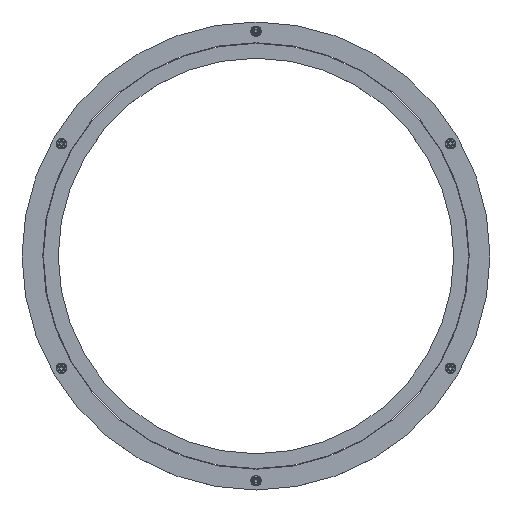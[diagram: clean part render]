
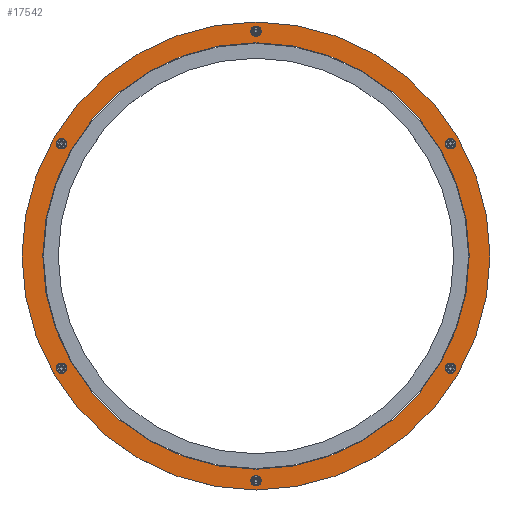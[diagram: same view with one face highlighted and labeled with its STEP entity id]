
A CAD part, top view. The second image highlights one B-rep face of the part: STEP entity #17542.
In plain terms, the highlighted planar face has unit normal (0, 0, 1).
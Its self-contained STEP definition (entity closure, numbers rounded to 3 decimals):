
#25=FACE_BOUND('',#2831,.T.);
#26=FACE_BOUND('',#2832,.T.);
#27=FACE_BOUND('',#2833,.T.);
#28=FACE_BOUND('',#2834,.T.);
#29=FACE_BOUND('',#2835,.T.);
#30=FACE_BOUND('',#2836,.T.);
#31=FACE_BOUND('',#2837,.T.);
#1890=FACE_OUTER_BOUND('',#2830,.T.);
#2830=EDGE_LOOP('',(#15731));
#2831=EDGE_LOOP('',(#15732));
#2832=EDGE_LOOP('',(#15733));
#2833=EDGE_LOOP('',(#15734));
#2834=EDGE_LOOP('',(#15735));
#2835=EDGE_LOOP('',(#15736));
#2836=EDGE_LOOP('',(#15737));
#2837=EDGE_LOOP('',(#15738));
#5542=CIRCLE('',#19296,4.5);
#5544=CIRCLE('',#19301,4.5);
#5546=CIRCLE('',#19306,4.5);
#5548=CIRCLE('',#19311,4.5);
#5550=CIRCLE('',#19316,4.5);
#5632=CIRCLE('',#19479,4.5);
#5633=CIRCLE('',#19482,200.);
#5635=CIRCLE('',#19485,182.25);
#7306=VERTEX_POINT('',#34781);
#7308=VERTEX_POINT('',#34790);
#7310=VERTEX_POINT('',#34799);
#7312=VERTEX_POINT('',#34808);
#7314=VERTEX_POINT('',#34817);
#7471=VERTEX_POINT('',#35792);
#7473=VERTEX_POINT('',#35799);
#7475=VERTEX_POINT('',#35805);
#9976=EDGE_CURVE('',#7306,#7306,#5542,.T.);
#9980=EDGE_CURVE('',#7308,#7308,#5544,.T.);
#9984=EDGE_CURVE('',#7310,#7310,#5546,.T.);
#9988=EDGE_CURVE('',#7312,#7312,#5548,.T.);
#9992=EDGE_CURVE('',#7314,#7314,#5550,.T.);
#10225=EDGE_CURVE('',#7471,#7471,#5632,.T.);
#10227=EDGE_CURVE('',#7473,#7473,#5633,.T.);
#10230=EDGE_CURVE('',#7475,#7475,#5635,.T.);
#15731=ORIENTED_EDGE('',*,*,#10227,.T.);
#15732=ORIENTED_EDGE('',*,*,#9976,.T.);
#15733=ORIENTED_EDGE('',*,*,#9980,.T.);
#15734=ORIENTED_EDGE('',*,*,#9984,.T.);
#15735=ORIENTED_EDGE('',*,*,#9988,.T.);
#15736=ORIENTED_EDGE('',*,*,#9992,.T.);
#15737=ORIENTED_EDGE('',*,*,#10225,.T.);
#15738=ORIENTED_EDGE('',*,*,#10230,.T.);
#16611=PLANE('',#19484);
#17542=ADVANCED_FACE('',(#1890,#25,#26,#27,#28,#29,#30,#31),#16611,.T.);
#19296=AXIS2_PLACEMENT_3D('',#34783,#23759,#23760);
#19301=AXIS2_PLACEMENT_3D('',#34792,#23771,#23772);
#19306=AXIS2_PLACEMENT_3D('',#34801,#23783,#23784);
#19311=AXIS2_PLACEMENT_3D('',#34810,#23795,#23796);
#19316=AXIS2_PLACEMENT_3D('',#34819,#23807,#23808);
#19479=AXIS2_PLACEMENT_3D('',#35794,#24212,#24213);
#19482=AXIS2_PLACEMENT_3D('',#35800,#24219,#24220);
#19484=AXIS2_PLACEMENT_3D('',#35804,#24224,#24225);
#19485=AXIS2_PLACEMENT_3D('',#35806,#24226,#24227);
#23759=DIRECTION('center_axis',(0.,0.,-1.));
#23760=DIRECTION('ref_axis',(-0.5,0.866,0.));
#23771=DIRECTION('center_axis',(0.,0.,-1.));
#23772=DIRECTION('ref_axis',(0.5,0.866,0.));
#23783=DIRECTION('center_axis',(0.,0.,-1.));
#23784=DIRECTION('ref_axis',(1.,0.,0.));
#23795=DIRECTION('center_axis',(0.,0.,-1.));
#23796=DIRECTION('ref_axis',(0.5,-0.866,0.));
#23807=DIRECTION('center_axis',(0.,0.,-1.));
#23808=DIRECTION('ref_axis',(-0.5,-0.866,0.));
#24212=DIRECTION('center_axis',(0.,0.,-1.));
#24213=DIRECTION('ref_axis',(-1.,0.,0.));
#24219=DIRECTION('center_axis',(0.,0.,1.));
#24220=DIRECTION('ref_axis',(-1.,0.,0.));
#24224=DIRECTION('center_axis',(0.,0.,1.));
#24225=DIRECTION('ref_axis',(1.,0.,0.));
#24226=DIRECTION('center_axis',(0.,0.,-1.));
#24227=DIRECTION('ref_axis',(-1.,0.,0.));
#34781=CARTESIAN_POINT('',(-164.027,-99.897,10.));
#34783=CARTESIAN_POINT('Origin',(-166.277,-96.,10.));
#34790=CARTESIAN_POINT('',(-168.527,92.103,10.));
#34792=CARTESIAN_POINT('Origin',(-166.277,96.,10.));
#34799=CARTESIAN_POINT('',(-4.5,192.,10.));
#34801=CARTESIAN_POINT('Origin',(0.,192.,10.));
#34808=CARTESIAN_POINT('',(164.027,99.897,10.));
#34810=CARTESIAN_POINT('Origin',(166.277,96.,10.));
#34817=CARTESIAN_POINT('',(168.527,-92.103,10.));
#34819=CARTESIAN_POINT('Origin',(166.277,-96.,10.));
#35792=CARTESIAN_POINT('',(4.5,-192.,10.));
#35794=CARTESIAN_POINT('Origin',(0.,-192.,10.));
#35799=CARTESIAN_POINT('',(200.,0.,10.));
#35800=CARTESIAN_POINT('Origin',(0.,0.,10.));
#35804=CARTESIAN_POINT('Origin',(0.,0.,
10.));
#35805=CARTESIAN_POINT('',(182.25,0.,10.));
#35806=CARTESIAN_POINT('Origin',(0.,0.,10.));
